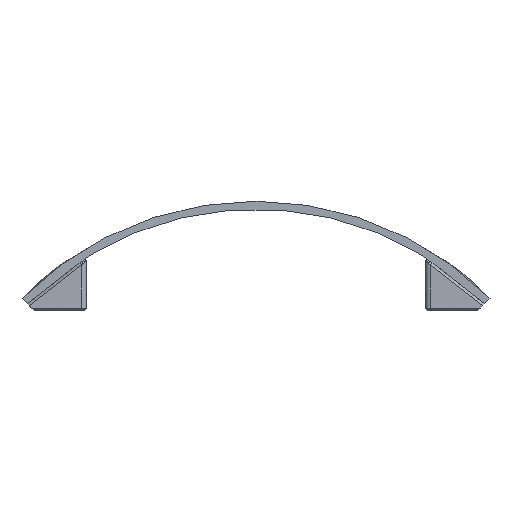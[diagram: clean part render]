
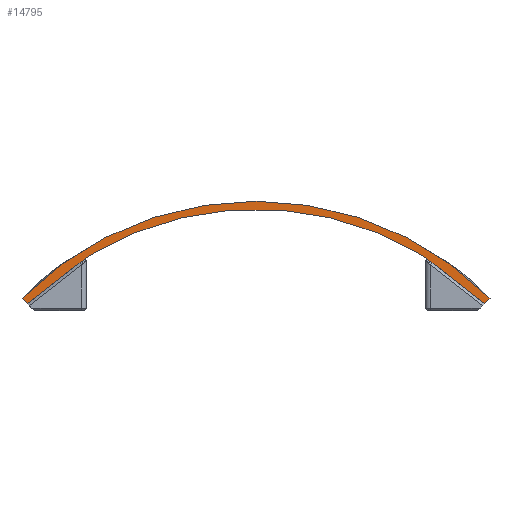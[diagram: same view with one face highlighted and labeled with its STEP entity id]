
A CAD part, front view. The second image highlights one B-rep face of the part: STEP entity #14795.
In plain terms, the highlighted planar face has unit normal (0, -1, 0).
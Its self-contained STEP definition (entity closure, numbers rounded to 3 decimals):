
#230=CIRCLE('',#15516,127.);
#239=CIRCLE('',#15543,124.);
#682=PLANE('',#15546);
#1330=FACE_OUTER_BOUND('',#2201,.T.);
#2201=EDGE_LOOP('',(#11933,#11934,#11935,#11936,#11937,#11938));
#3419=LINE('',#24287,#4976);
#3424=LINE('',#24301,#4981);
#3427=LINE('',#24306,#4984);
#3428=LINE('',#24307,#4985);
#4976=VECTOR('',#17314,10.);
#4981=VECTOR('',#17327,10.);
#4984=VECTOR('',#17332,10.);
#4985=VECTOR('',#17333,10.);
#6882=VERTEX_POINT('',#22250);
#6885=VERTEX_POINT('',#22255);
#6925=VERTEX_POINT('',#24285);
#6926=VERTEX_POINT('',#24286);
#6929=VERTEX_POINT('',#24294);
#6931=VERTEX_POINT('',#24300);
#8643=EDGE_CURVE('',#6882,#6885,#230,.T.);
#8702=EDGE_CURVE('',#6925,#6926,#3419,.T.);
#8706=EDGE_CURVE('',#6929,#6926,#239,.T.);
#8709=EDGE_CURVE('',#6931,#6929,#3424,.T.);
#8712=EDGE_CURVE('',#6885,#6931,#3427,.T.);
#8713=EDGE_CURVE('',#6925,#6882,#3428,.T.);
#11933=ORIENTED_EDGE('',*,*,#8643,.T.);
#11934=ORIENTED_EDGE('',*,*,#8712,.T.);
#11935=ORIENTED_EDGE('',*,*,#8709,.T.);
#11936=ORIENTED_EDGE('',*,*,#8706,.T.);
#11937=ORIENTED_EDGE('',*,*,#8702,.F.);
#11938=ORIENTED_EDGE('',*,*,#8713,.T.);
#14795=ADVANCED_FACE('',(#1330),#682,.F.);
#15516=AXIS2_PLACEMENT_3D('',#22257,#17243,#17244);
#15543=AXIS2_PLACEMENT_3D('',#24295,#17320,#17321);
#15546=AXIS2_PLACEMENT_3D('',#24305,#17330,#17331);
#17243=DIRECTION('center_axis',(0.,-1.,0.));
#17244=DIRECTION('ref_axis',(1.,0.,0.));
#17314=DIRECTION('',(-0.787,0.,0.616));
#17320=DIRECTION('center_axis',(0.,1.,0.));
#17321=DIRECTION('ref_axis',(1.,0.,0.));
#17327=DIRECTION('',(0.787,0.,0.616));
#17330=DIRECTION('center_axis',(0.,1.,0.));
#17331=DIRECTION('ref_axis',(1.,0.,0.));
#17332=DIRECTION('',(0.707,0.,-0.707));
#17333=DIRECTION('',(0.707,0.,0.707));
#22250=CARTESIAN_POINT('',(89.803,-62.5,89.803));
#22255=CARTESIAN_POINT('',(-89.803,-62.5,89.803));
#22257=CARTESIAN_POINT('Origin',(0.,-62.5,0.));
#24285=CARTESIAN_POINT('',(87.681,-62.5,87.681));
#24286=CARTESIAN_POINT('',(64.058,-62.5,106.173));
#24287=CARTESIAN_POINT('',(87.681,-62.5,87.681));
#24294=CARTESIAN_POINT('',(-64.058,-62.5,106.173));
#24295=CARTESIAN_POINT('Origin',(0.,-62.5,0.));
#24300=CARTESIAN_POINT('',(-87.681,-62.5,87.681));
#24301=CARTESIAN_POINT('',(-87.681,-62.5,87.681));
#24305=CARTESIAN_POINT('Origin',(0.,-62.5,107.341));
#24306=CARTESIAN_POINT('',(0.,-62.5,0.));
#24307=CARTESIAN_POINT('',(0.,-62.5,0.));
